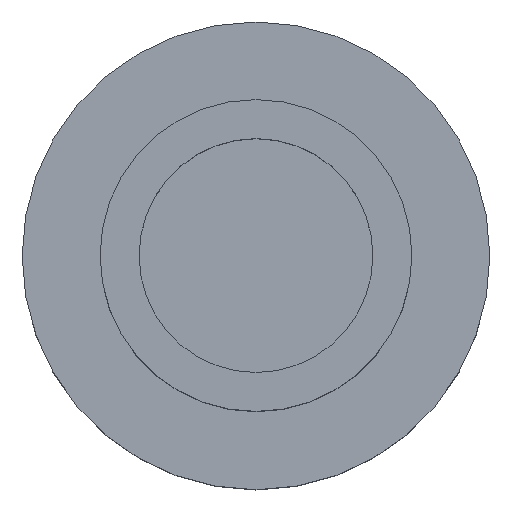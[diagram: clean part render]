
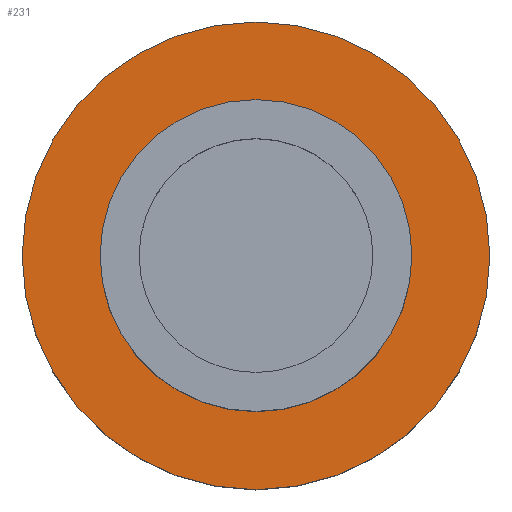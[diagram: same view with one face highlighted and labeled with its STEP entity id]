
A CAD part, top view. The second image highlights one B-rep face of the part: STEP entity #231.
In plain terms, the highlighted planar face has unit normal (0, 0, 1).
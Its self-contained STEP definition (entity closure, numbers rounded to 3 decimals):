
#49=PLANE('',#308);
#65=FACE_OUTER_BOUND('',#83,.T.);
#83=EDGE_LOOP('',(#193));
#129=CIRCLE('',#306,30.);
#137=VERTEX_POINT('',#430);
#156=EDGE_CURVE('',#137,#137,#129,.T.);
#193=ORIENTED_EDGE('',*,*,#156,.T.);
#231=ADVANCED_FACE('',(#65),#49,.T.);
#306=AXIS2_PLACEMENT_3D('',#431,#360,#361);
#308=AXIS2_PLACEMENT_3D('',#435,#365,#366);
#360=DIRECTION('center_axis',(0.,0.,1.));
#361=DIRECTION('ref_axis',(1.,0.,0.));
#365=DIRECTION('center_axis',(0.,0.,1.));
#366=DIRECTION('ref_axis',(1.,0.,0.));
#430=CARTESIAN_POINT('',(-30.,0.,20.));
#431=CARTESIAN_POINT('Origin',(0.,0.,20.));
#435=CARTESIAN_POINT('Origin',(0.,0.,20.));
